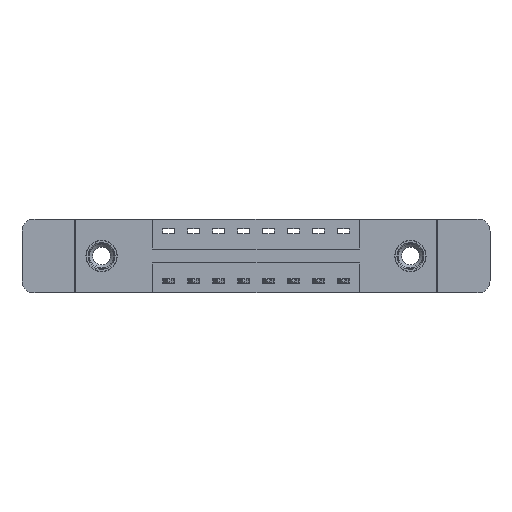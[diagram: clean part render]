
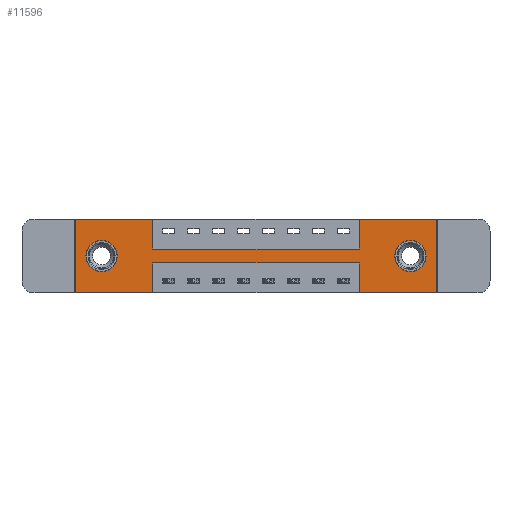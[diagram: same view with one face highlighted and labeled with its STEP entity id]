
A CAD part, front view. The second image highlights one B-rep face of the part: STEP entity #11596.
In plain terms, the highlighted planar face has unit normal (0, -1, 0).
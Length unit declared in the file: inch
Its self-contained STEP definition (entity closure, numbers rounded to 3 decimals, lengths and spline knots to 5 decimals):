
#20 = LINE ( 'NONE', #13983, #9187 ) ;
#245 = CARTESIAN_POINT ( 'NONE',  ( 0.3875, 0., -0.22 ) ) ;
#248 = CIRCLE ( 'NONE', #10033, 0.078 ) ;
#255 = EDGE_CURVE ( 'NONE', #7734, #1999, #14418, .T. ) ;
#546 = AXIS2_PLACEMENT_3D ( 'NONE', #6827, #7916, #790 ) ;
#614 = CARTESIAN_POINT ( 'NONE',  ( 0., 0., 0. ) ) ;
#696 = VECTOR ( 'NONE', #6459, 39.37008 ) ;
#790 = DIRECTION ( 'NONE',  ( 0., 0., -1. ) ) ;
#804 = DIRECTION ( 'NONE',  ( 0., 0., 1. ) ) ;
#932 = DIRECTION ( 'NONE',  ( 0., 0., -1. ) ) ;
#1055 = DIRECTION ( 'NONE',  ( 0., -1., 0. ) ) ;
#1295 = DIRECTION ( 'NONE',  ( 0., 1., 0. ) ) ;
#1623 = CIRCLE ( 'NONE', #12176, 0.078 ) ;
#1988 = DIRECTION ( 'NONE',  ( 1., 0., 0. ) ) ;
#1999 = VERTEX_POINT ( 'NONE', #614 ) ;
#2030 = CARTESIAN_POINT ( 'NONE',  ( 0.3875, 0., -0.37 ) ) ;
#2057 = CARTESIAN_POINT ( 'NONE',  ( 1.81, 0., -0.37 ) ) ;
#2122 = CARTESIAN_POINT ( 'NONE',  ( 0., 0., -0.37 ) ) ;
#2145 = DIRECTION ( 'NONE',  ( 0., 0., -1. ) ) ;
#2147 = DIRECTION ( 'NONE',  ( 0., 0., -1. ) ) ;
#2155 = ORIENTED_EDGE ( 'NONE', *, *, #6346, .F. ) ;
#2233 = ORIENTED_EDGE ( 'NONE', *, *, #8953, .T. ) ;
#2262 = VECTOR ( 'NONE', #1988, 39.37008 ) ;
#2457 = CIRCLE ( 'NONE', #11050, 0.078 ) ;
#2626 = CARTESIAN_POINT ( 'NONE',  ( 0., 0., -0.37 ) ) ;
#2776 = CARTESIAN_POINT ( 'NONE',  ( 1.4225, 0., -0.37 ) ) ;
#2788 = LINE ( 'NONE', #11023, #15117 ) ;
#2892 = ORIENTED_EDGE ( 'NONE', *, *, #255, .F. ) ;
#2939 = DIRECTION ( 'NONE',  ( 1., 0., 0. ) ) ;
#3190 = FACE_BOUND ( 'NONE', #12348, .T. ) ;
#3275 = CARTESIAN_POINT ( 'NONE',  ( 1.81, 0., 0. ) ) ;
#3329 = LINE ( 'NONE', #2122, #13387 ) ;
#3506 = CARTESIAN_POINT ( 'NONE',  ( 0.1325, 0., -0.107 ) ) ;
#3757 = DIRECTION ( 'NONE',  ( 0., 0., -1. ) ) ;
#3869 = ORIENTED_EDGE ( 'NONE', *, *, #7098, .F. ) ;
#3923 = LINE ( 'NONE', #8694, #6496 ) ;
#4497 = CARTESIAN_POINT ( 'NONE',  ( 0.3875, 0., 0. ) ) ;
#4552 = EDGE_CURVE ( 'NONE', #1999, #6123, #10122, .T. ) ;
#4571 = EDGE_CURVE ( 'NONE', #8699, #9626, #20, .T. ) ;
#4826 = DIRECTION ( 'NONE',  ( 0., 0., 1. ) ) ;
#5340 = CARTESIAN_POINT ( 'NONE',  ( 0., 0., -0.37 ) ) ;
#5531 = EDGE_CURVE ( 'NONE', #12756, #8699, #12075, .T. ) ;
#5599 = ORIENTED_EDGE ( 'NONE', *, *, #4552, .F. ) ;
#5970 = VECTOR ( 'NONE', #8828, 39.37008 ) ;
#6123 = VERTEX_POINT ( 'NONE', #10043 ) ;
#6333 = VECTOR ( 'NONE', #3757, 39.37008 ) ;
#6346 = EDGE_CURVE ( 'NONE', #6123, #13950, #9348, .T. ) ;
#6459 = DIRECTION ( 'NONE',  ( -1., 0., 0. ) ) ;
#6496 = VECTOR ( 'NONE', #2939, 39.37008 ) ;
#6626 = ORIENTED_EDGE ( 'NONE', *, *, #14649, .F. ) ;
#6726 = VERTEX_POINT ( 'NONE', #9399 ) ;
#6748 = ORIENTED_EDGE ( 'NONE', *, *, #10753, .F. ) ;
#6792 = FACE_OUTER_BOUND ( 'NONE', #8355, .T. ) ;
#6808 = LINE ( 'NONE', #10046, #2262 ) ;
#6827 = CARTESIAN_POINT ( 'NONE',  ( 1.6775, 0., -0.185 ) ) ;
#6878 = DIRECTION ( 'NONE',  ( 0., 1., 0. ) ) ;
#7015 = VERTEX_POINT ( 'NONE', #2030 ) ;
#7098 = EDGE_CURVE ( 'NONE', #9626, #13710, #7630, .T. ) ;
#7150 = LINE ( 'NONE', #14081, #6333 ) ;
#7274 = VECTOR ( 'NONE', #8212, 39.37008 ) ;
#7299 = DIRECTION ( 'NONE',  ( -1., 0., 0. ) ) ;
#7344 = EDGE_LOOP ( 'NONE', ( #11809, #7458 ) ) ;
#7458 = ORIENTED_EDGE ( 'NONE', *, *, #11367, .T. ) ;
#7480 = EDGE_CURVE ( 'NONE', #12420, #11386, #1623, .T. ) ;
#7630 = LINE ( 'NONE', #12489, #696 ) ;
#7734 = VERTEX_POINT ( 'NONE', #5340 ) ;
#7887 = PLANE ( 'NONE',  #14683 ) ;
#7916 = DIRECTION ( 'NONE',  ( 0., 1., 0. ) ) ;
#8001 = ORIENTED_EDGE ( 'NONE', *, *, #4571, .F. ) ;
#8060 = EDGE_CURVE ( 'NONE', #7015, #7734, #3329, .T. ) ;
#8212 = DIRECTION ( 'NONE',  ( 0., 0., 1. ) ) ;
#8355 = EDGE_LOOP ( 'NONE', ( #6748, #3869, #8001, #9634, #11972, #11052, #15112, #6626, #2155, #5599, #2892, #9185 ) ) ;
#8694 = CARTESIAN_POINT ( 'NONE',  ( 0.3875, 0., -0.15 ) ) ;
#8699 = VERTEX_POINT ( 'NONE', #2776 ) ;
#8828 = DIRECTION ( 'NONE',  ( 1., 0., 0. ) ) ;
#8953 = EDGE_CURVE ( 'NONE', #11386, #12420, #248, .T. ) ;
#9032 = DIRECTION ( 'NONE',  ( -1., 0., 0. ) ) ;
#9185 = ORIENTED_EDGE ( 'NONE', *, *, #8060, .F. ) ;
#9187 = VECTOR ( 'NONE', #4826, 39.37008 ) ;
#9348 = LINE ( 'NONE', #4497, #11205 ) ;
#9399 = CARTESIAN_POINT ( 'NONE',  ( 1.4225, 0., -0.15 ) ) ;
#9419 = CARTESIAN_POINT ( 'NONE',  ( 0.1325, 0., -0.185 ) ) ;
#9539 = CARTESIAN_POINT ( 'NONE',  ( 1.4225, 0., -0.22 ) ) ;
#9626 = VERTEX_POINT ( 'NONE', #9539 ) ;
#9634 = ORIENTED_EDGE ( 'NONE', *, *, #5531, .F. ) ;
#9737 = VERTEX_POINT ( 'NONE', #10624 ) ;
#10033 = AXIS2_PLACEMENT_3D ( 'NONE', #14116, #1295, #10656 ) ;
#10043 = CARTESIAN_POINT ( 'NONE',  ( 0.3875, 0., 0. ) ) ;
#10046 = CARTESIAN_POINT ( 'NONE',  ( 0., 0., 0. ) ) ;
#10122 = LINE ( 'NONE', #13758, #5970 ) ;
#10414 = CARTESIAN_POINT ( 'NONE',  ( 0.3875, 0., -0.15 ) ) ;
#10427 = EDGE_CURVE ( 'NONE', #9737, #14233, #6808, .T. ) ;
#10457 = EDGE_CURVE ( 'NONE', #14233, #12756, #11361, .T. ) ;
#10624 = CARTESIAN_POINT ( 'NONE',  ( 1.4225, 0., 0. ) ) ;
#10656 = DIRECTION ( 'NONE',  ( 0., 0., 1. ) ) ;
#10682 = CARTESIAN_POINT ( 'NONE',  ( 0., 0., 0. ) ) ;
#10753 = EDGE_CURVE ( 'NONE', #13710, #7015, #7150, .T. ) ;
#10824 = CARTESIAN_POINT ( 'NONE',  ( 1.6775, 0., -0.263 ) ) ;
#11023 = CARTESIAN_POINT ( 'NONE',  ( 1.4225, 0., 0. ) ) ;
#11045 = EDGE_CURVE ( 'NONE', #13240, #12472, #12546, .T. ) ;
#11050 = AXIS2_PLACEMENT_3D ( 'NONE', #14820, #14743, #932 ) ;
#11052 = ORIENTED_EDGE ( 'NONE', *, *, #10427, .F. ) ;
#11205 = VECTOR ( 'NONE', #2145, 39.37008 ) ;
#11361 = LINE ( 'NONE', #3275, #12076 ) ;
#11367 = EDGE_CURVE ( 'NONE', #12472, #13240, #2457, .T. ) ;
#11386 = VERTEX_POINT ( 'NONE', #11444 ) ;
#11444 = CARTESIAN_POINT ( 'NONE',  ( 0.1325, 0., -0.263 ) ) ;
#11502 = CARTESIAN_POINT ( 'NONE',  ( 0., 0., -0.37 ) ) ;
#11596 = ADVANCED_FACE ( 'NONE', ( #12662, #3190, #6792 ), #7887, .T. ) ;
#11784 = CARTESIAN_POINT ( 'NONE',  ( 1.6775, 0., -0.107 ) ) ;
#11809 = ORIENTED_EDGE ( 'NONE', *, *, #11045, .T. ) ;
#11972 = ORIENTED_EDGE ( 'NONE', *, *, #10457, .F. ) ;
#12075 = LINE ( 'NONE', #2626, #14428 ) ;
#12076 = VECTOR ( 'NONE', #2147, 39.37008 ) ;
#12176 = AXIS2_PLACEMENT_3D ( 'NONE', #9419, #6878, #14047 ) ;
#12196 = CARTESIAN_POINT ( 'NONE',  ( 1.81, 0., 0. ) ) ;
#12348 = EDGE_LOOP ( 'NONE', ( #14484, #2233 ) ) ;
#12420 = VERTEX_POINT ( 'NONE', #3506 ) ;
#12472 = VERTEX_POINT ( 'NONE', #10824 ) ;
#12489 = CARTESIAN_POINT ( 'NONE',  ( 0.3875, 0., -0.22 ) ) ;
#12546 = CIRCLE ( 'NONE', #546, 0.078 ) ;
#12662 = FACE_BOUND ( 'NONE', #7344, .T. ) ;
#12756 = VERTEX_POINT ( 'NONE', #2057 ) ;
#12820 = DIRECTION ( 'NONE',  ( 0., 0., -1. ) ) ;
#13240 = VERTEX_POINT ( 'NONE', #11784 ) ;
#13387 = VECTOR ( 'NONE', #9032, 39.37008 ) ;
#13710 = VERTEX_POINT ( 'NONE', #245 ) ;
#13758 = CARTESIAN_POINT ( 'NONE',  ( 0., 0., 0. ) ) ;
#13950 = VERTEX_POINT ( 'NONE', #10414 ) ;
#13983 = CARTESIAN_POINT ( 'NONE',  ( 1.4225, 0., -0.37 ) ) ;
#14047 = DIRECTION ( 'NONE',  ( 0., 0., 1. ) ) ;
#14081 = CARTESIAN_POINT ( 'NONE',  ( 0.3875, 0., -0.37 ) ) ;
#14116 = CARTESIAN_POINT ( 'NONE',  ( 0.1325, 0., -0.185 ) ) ;
#14233 = VERTEX_POINT ( 'NONE', #12196 ) ;
#14418 = LINE ( 'NONE', #10682, #7274 ) ;
#14428 = VECTOR ( 'NONE', #7299, 39.37008 ) ;
#14484 = ORIENTED_EDGE ( 'NONE', *, *, #7480, .T. ) ;
#14649 = EDGE_CURVE ( 'NONE', #13950, #6726, #3923, .T. ) ;
#14683 = AXIS2_PLACEMENT_3D ( 'NONE', #11502, #1055, #12820 ) ;
#14725 = EDGE_CURVE ( 'NONE', #6726, #9737, #2788, .T. ) ;
#14743 = DIRECTION ( 'NONE',  ( 0., 1., 0. ) ) ;
#14820 = CARTESIAN_POINT ( 'NONE',  ( 1.6775, 0., -0.185 ) ) ;
#15112 = ORIENTED_EDGE ( 'NONE', *, *, #14725, .F. ) ;
#15117 = VECTOR ( 'NONE', #804, 39.37008 ) ;
